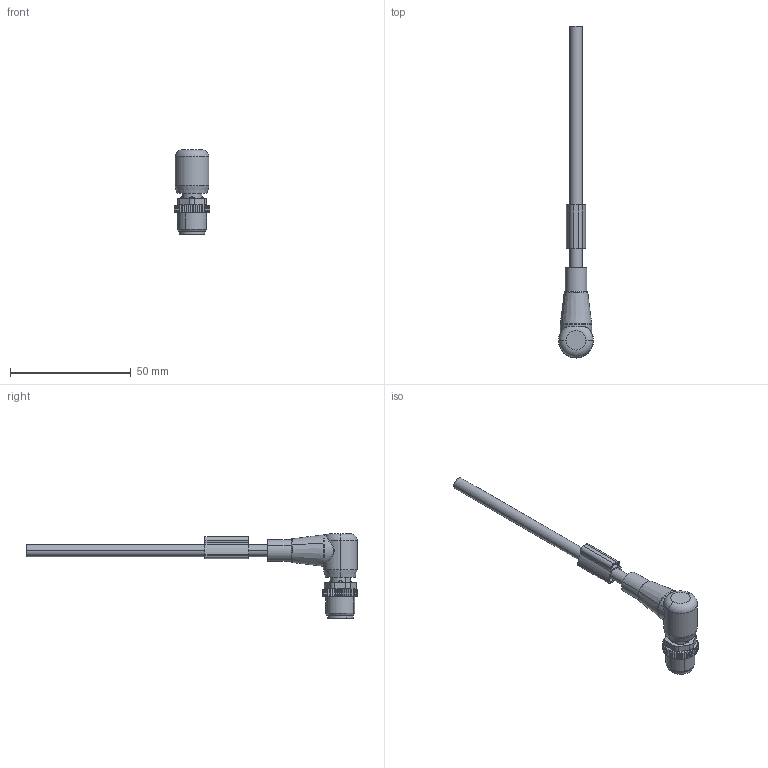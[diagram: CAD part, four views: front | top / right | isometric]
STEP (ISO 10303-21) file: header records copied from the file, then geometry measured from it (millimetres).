
FILE_DESCRIPTION(('CATIA V5 STEP Exchange','CAx-IF Rec.Pracs.--- Model Styling and Organization---1.4--- 2014-01-23'),'2;1');
FILE_NAME ('004786-4_0', '2020-04-14T06:34:02+00:00', ('none'), ('Weidmueller'), 'CATIA Version 5-6 Release 2016 SP3 HF44', 'CATIA V5 STEP AP214', 'none');
FILE_SCHEMA(('AUTOMOTIVE_DESIGN { 1 0 10303 214 1 1 1 1 }'));
Length unit declared in the file: millimetre
Products named in the file (1): 1057820500
Bounding box: 14.6 x 137.26 x 35 mm (x, y, z)
Volume: 8602.9 mm3; surface area: 7786.1 mm2
Topology: 10 solids, 10 shells, 688 faces, 1696 edges, 1051 vertices
Faces by surface type: plane 238, cylinder 231, torus 100, cone 94, sphere 14, bspline 11
Entity records: 19834 total; most frequent: CARTESIAN_POINT 5408, ORIENTED_EDGE 3340, DIRECTION 2200, EDGE_CURVE 1670, AXIS2_PLACEMENT_3D 1130, VERTEX_POINT 1051, EDGE_LOOP 763, CIRCLE 708
